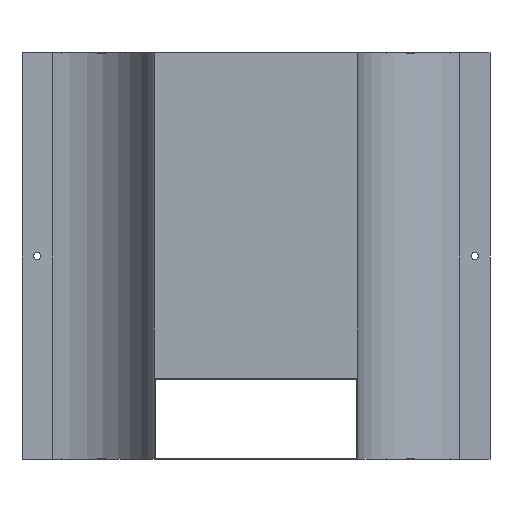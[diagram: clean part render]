
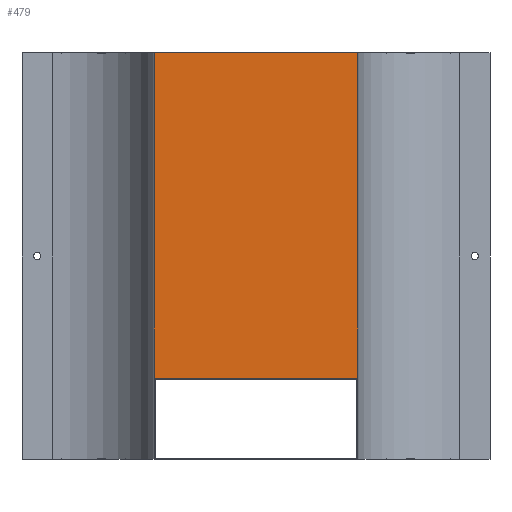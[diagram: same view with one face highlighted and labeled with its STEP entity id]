
A CAD part, front view. The second image highlights one B-rep face of the part: STEP entity #479.
In plain terms, the highlighted planar face has unit normal (0, -1, 0).
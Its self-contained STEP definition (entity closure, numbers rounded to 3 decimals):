
#83 = LINE ( 'NONE', #2269, #86 ) ;
#86 = VECTOR ( 'NONE', #2270, 1000. ) ;
#109 = LINE ( 'NONE', #2303, #112 ) ;
#112 = VECTOR ( 'NONE', #2304, 1000. ) ;
#219 = CARTESIAN_POINT ( 'NONE',  ( 0., -1., 0. ) ) ;
#222 = PLANE ( 'NONE',  #1797 ) ;
#224 = DIRECTION ( 'NONE',  ( 0., -1., 0. ) ) ;
#225 = DIRECTION ( 'NONE',  ( 0., 0., -1. ) ) ;
#406 = EDGE_CURVE ( 'NONE', #802, #715, #1915, .T. ) ;
#419 = EDGE_CURVE ( 'NONE', #801, #1382, #1936, .T. ) ;
#479 = ADVANCED_FACE ( 'NONE', ( #2044 ), #222, .T. ) ;
#715 = VERTEX_POINT ( 'NONE', #2477 ) ;
#801 = VERTEX_POINT ( 'NONE', #2562 ) ;
#802 = VERTEX_POINT ( 'NONE', #2563 ) ;
#991 = ORIENTED_EDGE ( 'NONE', *, *, #419, .T. ) ;
#992 = ORIENTED_EDGE ( 'NONE', *, *, #2072, .T. ) ;
#993 = ORIENTED_EDGE ( 'NONE', *, *, #406, .T. ) ;
#994 = ORIENTED_EDGE ( 'NONE', *, *, #1886, .T. ) ;
#1113 = CARTESIAN_POINT ( 'NONE',  ( 0., -1., 1. ) ) ;
#1115 = DIRECTION ( 'NONE',  ( -1., 0., 0. ) ) ;
#1325 = EDGE_LOOP ( 'NONE', ( #994, #993, #992, #991 ) ) ;
#1382 = VERTEX_POINT ( 'NONE', #2589 ) ;
#1797 = AXIS2_PLACEMENT_3D ( 'NONE', #219, #224, #225 ) ;
#1886 = EDGE_CURVE ( 'NONE', #1382, #802, #83, .T. ) ;
#1915 = LINE ( 'NONE', #2410, #1922 ) ;
#1922 = VECTOR ( 'NONE', #2408, 1000. ) ;
#1936 = LINE ( 'NONE', #1113, #1945 ) ;
#1945 = VECTOR ( 'NONE', #1115, 1000. ) ;
#2044 = FACE_OUTER_BOUND ( 'NONE', #1325, .T. ) ;
#2072 = EDGE_CURVE ( 'NONE', #715, #801, #109, .T. ) ;
#2269 = CARTESIAN_POINT ( 'NONE',  ( 0., -1., 1. ) ) ;
#2270 = DIRECTION ( 'NONE',  ( 0., 0., -1. ) ) ;
#2303 = CARTESIAN_POINT ( 'NONE',  ( 200., -1., 1. ) ) ;
#2304 = DIRECTION ( 'NONE',  ( 0., 0., 1. ) ) ;
#2408 = DIRECTION ( 'NONE',  ( 1., 0., 0. ) ) ;
#2410 = CARTESIAN_POINT ( 'NONE',  ( 0., -1., -319. ) ) ;
#2477 = CARTESIAN_POINT ( 'NONE',  ( 200., -1., -319. ) ) ;
#2562 = CARTESIAN_POINT ( 'NONE',  ( 200., -1., 1. ) ) ;
#2563 = CARTESIAN_POINT ( 'NONE',  ( 0., -1., -319. ) ) ;
#2589 = CARTESIAN_POINT ( 'NONE',  ( 0., -1., 1. ) ) ;
